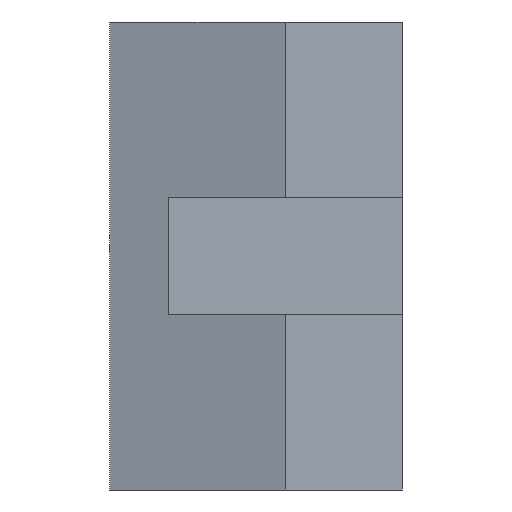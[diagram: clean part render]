
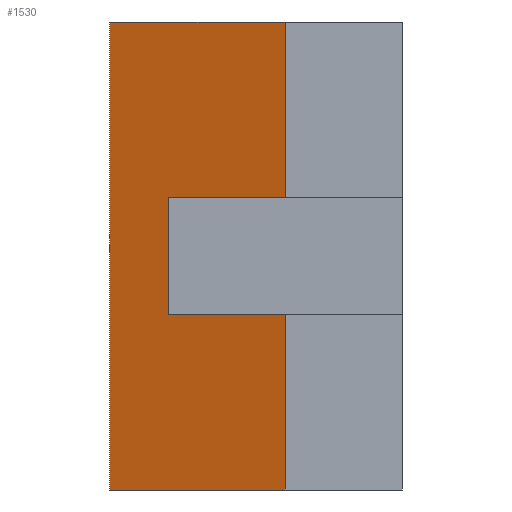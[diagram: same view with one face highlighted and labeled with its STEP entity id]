
A CAD part, left-side view. The second image highlights one B-rep face of the part: STEP entity #1530.
In plain terms, the highlighted planar face has unit normal (-0.949, 0.316, 0).
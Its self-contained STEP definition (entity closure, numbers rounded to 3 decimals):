
#44 = PLANE('',#45);
#45 = AXIS2_PLACEMENT_3D('',#46,#47,#48);
#46 = CARTESIAN_POINT('',(20.,12.028,0.));
#47 = DIRECTION('',(0.,0.,1.));
#48 = DIRECTION('',(1.,0.,-0.));
#72 = PLANE('',#73);
#73 = AXIS2_PLACEMENT_3D('',#74,#75,#76);
#74 = CARTESIAN_POINT('',(0.,10.,0.));
#75 = DIRECTION('',(1.,0.,-0.));
#76 = DIRECTION('',(0.,-1.,0.));
#100 = PLANE('',#101);
#101 = AXIS2_PLACEMENT_3D('',#102,#103,#104);
#102 = CARTESIAN_POINT('',(20.,10.,15.));
#103 = DIRECTION('',(0.,0.,1.));
#104 = DIRECTION('',(1.,0.,-0.));
#156 = PLANE('',#157);
#157 = AXIS2_PLACEMENT_3D('',#158,#159,#160);
#158 = CARTESIAN_POINT('',(20.,10.,25.));
#159 = DIRECTION('',(0.,0.,1.));
#160 = DIRECTION('',(1.,0.,-0.));
#184 = PLANE('',#185);
#185 = AXIS2_PLACEMENT_3D('',#186,#187,#188);
#186 = CARTESIAN_POINT('',(0.,10.,0.));
#187 = DIRECTION('',(1.,0.,-0.));
#188 = DIRECTION('',(0.,-1.,0.));
#212 = PLANE('',#213);
#213 = AXIS2_PLACEMENT_3D('',#214,#215,#216);
#214 = CARTESIAN_POINT('',(20.,12.028,40.));
#215 = DIRECTION('',(0.,0.,1.));
#216 = DIRECTION('',(1.,0.,-0.));
#530 = VERTEX_POINT('',#531);
#531 = CARTESIAN_POINT('',(5.,25.,0.));
#545 = PLANE('',#546);
#546 = AXIS2_PLACEMENT_3D('',#547,#548,#549);
#547 = CARTESIAN_POINT('',(15.,25.,0.));
#548 = DIRECTION('',(0.,-1.,0.));
#549 = DIRECTION('',(-1.,0.,0.));
#557 = EDGE_CURVE('',#530,#558,#560,.T.);
#558 = VERTEX_POINT('',#559);
#559 = CARTESIAN_POINT('',(0.,10.,0.));
#560 = SURFACE_CURVE('',#561,(#565,#572),.PCURVE_S1.);
#561 = LINE('',#562,#563);
#562 = CARTESIAN_POINT('',(5.,25.,0.));
#563 = VECTOR('',#564,1.);
#564 = DIRECTION('',(-0.316,-0.949,0.));
#565 = PCURVE('',#44,#566);
#566 = DEFINITIONAL_REPRESENTATION('',(#567),#571);
#567 = LINE('',#568,#569);
#568 = CARTESIAN_POINT('',(-15.,12.972));
#569 = VECTOR('',#570,1.);
#570 = DIRECTION('',(-0.316,-0.949));
#571 = ( GEOMETRIC_REPRESENTATION_CONTEXT(2) 
PARAMETRIC_REPRESENTATION_CONTEXT() REPRESENTATION_CONTEXT('2D SPACE',''
  ) );
#572 = PCURVE('',#573,#578);
#573 = PLANE('',#574);
#574 = AXIS2_PLACEMENT_3D('',#575,#576,#577);
#575 = CARTESIAN_POINT('',(5.,25.,0.));
#576 = DIRECTION('',(0.949,-0.316,0.));
#577 = DIRECTION('',(-0.316,-0.949,0.));
#578 = DEFINITIONAL_REPRESENTATION('',(#579),#583);
#579 = LINE('',#580,#581);
#580 = CARTESIAN_POINT('',(0.,0.));
#581 = VECTOR('',#582,1.);
#582 = DIRECTION('',(1.,0.));
#583 = ( GEOMETRIC_REPRESENTATION_CONTEXT(2) 
PARAMETRIC_REPRESENTATION_CONTEXT() REPRESENTATION_CONTEXT('2D SPACE',''
  ) );
#610 = EDGE_CURVE('',#558,#611,#613,.T.);
#611 = VERTEX_POINT('',#612);
#612 = CARTESIAN_POINT('',(0.,10.,15.));
#613 = SURFACE_CURVE('',#614,(#618,#625),.PCURVE_S1.);
#614 = LINE('',#615,#616);
#615 = CARTESIAN_POINT('',(0.,10.,0.));
#616 = VECTOR('',#617,1.);
#617 = DIRECTION('',(0.,0.,1.));
#618 = PCURVE('',#72,#619);
#619 = DEFINITIONAL_REPRESENTATION('',(#620),#624);
#620 = LINE('',#621,#622);
#621 = CARTESIAN_POINT('',(0.,0.));
#622 = VECTOR('',#623,1.);
#623 = DIRECTION('',(0.,-1.));
#624 = ( GEOMETRIC_REPRESENTATION_CONTEXT(2) 
PARAMETRIC_REPRESENTATION_CONTEXT() REPRESENTATION_CONTEXT('2D SPACE',''
  ) );
#625 = PCURVE('',#573,#626);
#626 = DEFINITIONAL_REPRESENTATION('',(#627),#631);
#627 = LINE('',#628,#629);
#628 = CARTESIAN_POINT('',(15.811,0.));
#629 = VECTOR('',#630,1.);
#630 = DIRECTION('',(0.,-1.));
#631 = ( GEOMETRIC_REPRESENTATION_CONTEXT(2) 
PARAMETRIC_REPRESENTATION_CONTEXT() REPRESENTATION_CONTEXT('2D SPACE',''
  ) );
#681 = EDGE_CURVE('',#682,#611,#684,.T.);
#682 = VERTEX_POINT('',#683);
#683 = CARTESIAN_POINT('',(3.333,20.,15.));
#684 = SURFACE_CURVE('',#685,(#689,#695),.PCURVE_S1.);
#685 = LINE('',#686,#687);
#686 = CARTESIAN_POINT('',(3.5,20.5,15.));
#687 = VECTOR('',#688,1.);
#688 = DIRECTION('',(-0.316,-0.949,0.));
#689 = PCURVE('',#100,#690);
#690 = DEFINITIONAL_REPRESENTATION('',(#691),#694);
#691 = B_SPLINE_CURVE_WITH_KNOTS('',1,(#692,#693),.UNSPECIFIED.,.F.,.F.,
  (2,2),(0.527,11.068),.PIECEWISE_BEZIER_KNOTS.);
#692 = CARTESIAN_POINT('',(-16.667,10.));
#693 = CARTESIAN_POINT('',(-20.,0.));
#694 = ( GEOMETRIC_REPRESENTATION_CONTEXT(2) 
PARAMETRIC_REPRESENTATION_CONTEXT() REPRESENTATION_CONTEXT('2D SPACE',''
  ) );
#695 = PCURVE('',#573,#696);
#696 = DEFINITIONAL_REPRESENTATION('',(#697),#700);
#697 = B_SPLINE_CURVE_WITH_KNOTS('',1,(#698,#699),.UNSPECIFIED.,.F.,.F.,
  (2,2),(0.527,11.068),.PIECEWISE_BEZIER_KNOTS.);
#698 = CARTESIAN_POINT('',(5.27,-15.));
#699 = CARTESIAN_POINT('',(15.811,-15.));
#700 = ( GEOMETRIC_REPRESENTATION_CONTEXT(2) 
PARAMETRIC_REPRESENTATION_CONTEXT() REPRESENTATION_CONTEXT('2D SPACE',''
  ) );
#716 = PLANE('',#717);
#717 = AXIS2_PLACEMENT_3D('',#718,#719,#720);
#718 = CARTESIAN_POINT('',(50.,20.,15.));
#719 = DIRECTION('',(0.,-1.,0.));
#720 = DIRECTION('',(-1.,0.,0.));
#783 = VERTEX_POINT('',#784);
#784 = CARTESIAN_POINT('',(0.,10.,25.));
#803 = EDGE_CURVE('',#804,#783,#806,.T.);
#804 = VERTEX_POINT('',#805);
#805 = CARTESIAN_POINT('',(3.333,20.,25.));
#806 = SURFACE_CURVE('',#807,(#811,#817),.PCURVE_S1.);
#807 = LINE('',#808,#809);
#808 = CARTESIAN_POINT('',(3.5,20.5,25.));
#809 = VECTOR('',#810,1.);
#810 = DIRECTION('',(-0.316,-0.949,0.));
#811 = PCURVE('',#156,#812);
#812 = DEFINITIONAL_REPRESENTATION('',(#813),#816);
#813 = B_SPLINE_CURVE_WITH_KNOTS('',1,(#814,#815),.UNSPECIFIED.,.F.,.F.,
  (2,2),(0.527,11.068),.PIECEWISE_BEZIER_KNOTS.);
#814 = CARTESIAN_POINT('',(-16.667,10.));
#815 = CARTESIAN_POINT('',(-20.,0.));
#816 = ( GEOMETRIC_REPRESENTATION_CONTEXT(2) 
PARAMETRIC_REPRESENTATION_CONTEXT() REPRESENTATION_CONTEXT('2D SPACE',''
  ) );
#817 = PCURVE('',#573,#818);
#818 = DEFINITIONAL_REPRESENTATION('',(#819),#822);
#819 = B_SPLINE_CURVE_WITH_KNOTS('',1,(#820,#821),.UNSPECIFIED.,.F.,.F.,
  (2,2),(0.527,11.068),.PIECEWISE_BEZIER_KNOTS.);
#820 = CARTESIAN_POINT('',(5.27,-25.));
#821 = CARTESIAN_POINT('',(15.811,-25.));
#822 = ( GEOMETRIC_REPRESENTATION_CONTEXT(2) 
PARAMETRIC_REPRESENTATION_CONTEXT() REPRESENTATION_CONTEXT('2D SPACE',''
  ) );
#849 = EDGE_CURVE('',#783,#850,#852,.T.);
#850 = VERTEX_POINT('',#851);
#851 = CARTESIAN_POINT('',(0.,10.,40.));
#852 = SURFACE_CURVE('',#853,(#857,#864),.PCURVE_S1.);
#853 = LINE('',#854,#855);
#854 = CARTESIAN_POINT('',(0.,10.,0.));
#855 = VECTOR('',#856,1.);
#856 = DIRECTION('',(0.,0.,1.));
#857 = PCURVE('',#184,#858);
#858 = DEFINITIONAL_REPRESENTATION('',(#859),#863);
#859 = LINE('',#860,#861);
#860 = CARTESIAN_POINT('',(0.,0.));
#861 = VECTOR('',#862,1.);
#862 = DIRECTION('',(0.,-1.));
#863 = ( GEOMETRIC_REPRESENTATION_CONTEXT(2) 
PARAMETRIC_REPRESENTATION_CONTEXT() REPRESENTATION_CONTEXT('2D SPACE',''
  ) );
#864 = PCURVE('',#573,#865);
#865 = DEFINITIONAL_REPRESENTATION('',(#866),#870);
#866 = LINE('',#867,#868);
#867 = CARTESIAN_POINT('',(15.811,0.));
#868 = VECTOR('',#869,1.);
#869 = DIRECTION('',(0.,-1.));
#870 = ( GEOMETRIC_REPRESENTATION_CONTEXT(2) 
PARAMETRIC_REPRESENTATION_CONTEXT() REPRESENTATION_CONTEXT('2D SPACE',''
  ) );
#1037 = VERTEX_POINT('',#1038);
#1038 = CARTESIAN_POINT('',(5.,25.,40.));
#1059 = EDGE_CURVE('',#1037,#850,#1060,.T.);
#1060 = SURFACE_CURVE('',#1061,(#1065,#1072),.PCURVE_S1.);
#1061 = LINE('',#1062,#1063);
#1062 = CARTESIAN_POINT('',(5.,25.,40.));
#1063 = VECTOR('',#1064,1.);
#1064 = DIRECTION('',(-0.316,-0.949,0.));
#1065 = PCURVE('',#212,#1066);
#1066 = DEFINITIONAL_REPRESENTATION('',(#1067),#1071);
#1067 = LINE('',#1068,#1069);
#1068 = CARTESIAN_POINT('',(-15.,12.972));
#1069 = VECTOR('',#1070,1.);
#1070 = DIRECTION('',(-0.316,-0.949));
#1071 = ( GEOMETRIC_REPRESENTATION_CONTEXT(2) 
PARAMETRIC_REPRESENTATION_CONTEXT() REPRESENTATION_CONTEXT('2D SPACE',''
  ) );
#1072 = PCURVE('',#573,#1073);
#1073 = DEFINITIONAL_REPRESENTATION('',(#1074),#1078);
#1074 = LINE('',#1075,#1076);
#1075 = CARTESIAN_POINT('',(0.,-40.));
#1076 = VECTOR('',#1077,1.);
#1077 = DIRECTION('',(1.,0.));
#1078 = ( GEOMETRIC_REPRESENTATION_CONTEXT(2) 
PARAMETRIC_REPRESENTATION_CONTEXT() REPRESENTATION_CONTEXT('2D SPACE',''
  ) );
#1509 = EDGE_CURVE('',#530,#1037,#1510,.T.);
#1510 = SURFACE_CURVE('',#1511,(#1515,#1522),.PCURVE_S1.);
#1511 = LINE('',#1512,#1513);
#1512 = CARTESIAN_POINT('',(5.,25.,0.));
#1513 = VECTOR('',#1514,1.);
#1514 = DIRECTION('',(0.,0.,1.));
#1515 = PCURVE('',#545,#1516);
#1516 = DEFINITIONAL_REPRESENTATION('',(#1517),#1521);
#1517 = LINE('',#1518,#1519);
#1518 = CARTESIAN_POINT('',(10.,0.));
#1519 = VECTOR('',#1520,1.);
#1520 = DIRECTION('',(0.,-1.));
#1521 = ( GEOMETRIC_REPRESENTATION_CONTEXT(2) 
PARAMETRIC_REPRESENTATION_CONTEXT() REPRESENTATION_CONTEXT('2D SPACE',''
  ) );
#1522 = PCURVE('',#573,#1523);
#1523 = DEFINITIONAL_REPRESENTATION('',(#1524),#1528);
#1524 = LINE('',#1525,#1526);
#1525 = CARTESIAN_POINT('',(0.,0.));
#1526 = VECTOR('',#1527,1.);
#1527 = DIRECTION('',(0.,-1.));
#1528 = ( GEOMETRIC_REPRESENTATION_CONTEXT(2) 
PARAMETRIC_REPRESENTATION_CONTEXT() REPRESENTATION_CONTEXT('2D SPACE',''
  ) );
#1530 = ADVANCED_FACE('',(#1531),#573,.F.);
#1531 = FACE_BOUND('',#1532,.F.);
#1532 = EDGE_LOOP('',(#1533,#1534,#1535,#1536,#1537,#1538,#1557,#1558));
#1533 = ORIENTED_EDGE('',*,*,#557,.F.);
#1534 = ORIENTED_EDGE('',*,*,#1509,.T.);
#1535 = ORIENTED_EDGE('',*,*,#1059,.T.);
#1536 = ORIENTED_EDGE('',*,*,#849,.F.);
#1537 = ORIENTED_EDGE('',*,*,#803,.F.);
#1538 = ORIENTED_EDGE('',*,*,#1539,.T.);
#1539 = EDGE_CURVE('',#804,#682,#1540,.T.);
#1540 = SURFACE_CURVE('',#1541,(#1545,#1551),.PCURVE_S1.);
#1541 = LINE('',#1542,#1543);
#1542 = CARTESIAN_POINT('',(3.333,20.,7.5));
#1543 = VECTOR('',#1544,1.);
#1544 = DIRECTION('',(0.,0.,-1.));
#1545 = PCURVE('',#573,#1546);
#1546 = DEFINITIONAL_REPRESENTATION('',(#1547),#1550);
#1547 = B_SPLINE_CURVE_WITH_KNOTS('',1,(#1548,#1549),.UNSPECIFIED.,.F.,
  .F.,(2,2),(-17.5,-7.5),.PIECEWISE_BEZIER_KNOTS.);
#1548 = CARTESIAN_POINT('',(5.27,-25.));
#1549 = CARTESIAN_POINT('',(5.27,-15.));
#1550 = ( GEOMETRIC_REPRESENTATION_CONTEXT(2) 
PARAMETRIC_REPRESENTATION_CONTEXT() REPRESENTATION_CONTEXT('2D SPACE',''
  ) );
#1551 = PCURVE('',#716,#1552);
#1552 = DEFINITIONAL_REPRESENTATION('',(#1553),#1556);
#1553 = B_SPLINE_CURVE_WITH_KNOTS('',1,(#1554,#1555),.UNSPECIFIED.,.F.,
  .F.,(2,2),(-17.5,-7.5),.PIECEWISE_BEZIER_KNOTS.);
#1554 = CARTESIAN_POINT('',(46.667,-10.));
#1555 = CARTESIAN_POINT('',(46.667,0.));
#1556 = ( GEOMETRIC_REPRESENTATION_CONTEXT(2) 
PARAMETRIC_REPRESENTATION_CONTEXT() REPRESENTATION_CONTEXT('2D SPACE',''
  ) );
#1557 = ORIENTED_EDGE('',*,*,#681,.T.);
#1558 = ORIENTED_EDGE('',*,*,#610,.F.);
